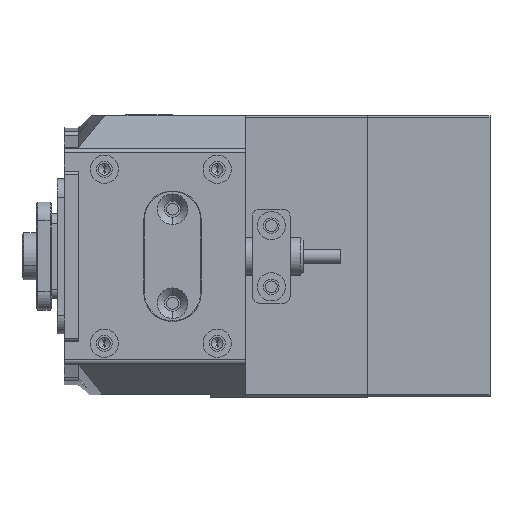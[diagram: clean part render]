
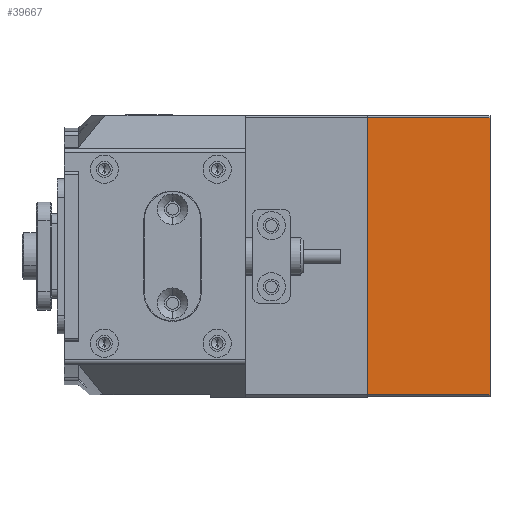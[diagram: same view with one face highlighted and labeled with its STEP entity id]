
A CAD part, left-side view. The second image highlights one B-rep face of the part: STEP entity #39667.
In plain terms, the highlighted planar face has unit normal (-1, 0, 0).
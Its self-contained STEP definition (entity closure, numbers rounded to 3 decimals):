
#84 = DIRECTION ( 'NONE',  ( 0., 0., -1. ) ) ;
#2841 = CARTESIAN_POINT ( 'NONE',  ( -51., 29.4, 0. ) ) ;
#4210 = AXIS2_PLACEMENT_3D ( 'NONE', #46747, #39147, #16886 ) ;
#5957 = VERTEX_POINT ( 'NONE', #13022 ) ;
#8371 = ORIENTED_EDGE ( 'NONE', *, *, #16651, .T. ) ;
#9011 = VERTEX_POINT ( 'NONE', #2841 ) ;
#10202 = EDGE_LOOP ( 'NONE', ( #30235, #8371, #26877, #45974 ) ) ;
#13022 = CARTESIAN_POINT ( 'NONE',  ( -51., -29.4, -26. ) ) ;
#13085 = CARTESIAN_POINT ( 'NONE',  ( -51., 29.9, 0. ) ) ;
#13959 = EDGE_CURVE ( 'NONE', #35245, #9011, #25058, .T. ) ;
#14946 = CARTESIAN_POINT ( 'NONE',  ( -51., -29.4, 0. ) ) ;
#15307 = VECTOR ( 'NONE', #15635, 1000. ) ;
#15635 = DIRECTION ( 'NONE',  ( 0., 1., 0. ) ) ;
#15910 = LINE ( 'NONE', #37861, #15307 ) ;
#16651 = EDGE_CURVE ( 'NONE', #9011, #21818, #18327, .T. ) ;
#16886 = DIRECTION ( 'NONE',  ( 0., 1., 0. ) ) ;
#17399 = DIRECTION ( 'NONE',  ( 0., 0., 1. ) ) ;
#18327 = LINE ( 'NONE', #44540, #31700 ) ;
#21818 = VERTEX_POINT ( 'NONE', #43749 ) ;
#23326 = VECTOR ( 'NONE', #46187, 1000. ) ;
#25058 = LINE ( 'NONE', #13085, #23326 ) ;
#26877 = ORIENTED_EDGE ( 'NONE', *, *, #34752, .F. ) ;
#30235 = ORIENTED_EDGE ( 'NONE', *, *, #13959, .T. ) ;
#31700 = VECTOR ( 'NONE', #84, 1000. ) ;
#34752 = EDGE_CURVE ( 'NONE', #5957, #21818, #15910, .T. ) ;
#35245 = VERTEX_POINT ( 'NONE', #14946 ) ;
#35779 = CARTESIAN_POINT ( 'NONE',  ( -51., -29.4, -26. ) ) ;
#35972 = LINE ( 'NONE', #35779, #39572 ) ;
#37861 = CARTESIAN_POINT ( 'NONE',  ( -51., 29.9, -26. ) ) ;
#39147 = DIRECTION ( 'NONE',  ( 1., 0., 0. ) ) ;
#39545 = FACE_OUTER_BOUND ( 'NONE', #10202, .T. ) ;
#39572 = VECTOR ( 'NONE', #17399, 1000. ) ;
#39667 = ADVANCED_FACE ( 'NONE', ( #39545 ), #46907, .F. ) ;
#40754 = EDGE_CURVE ( 'NONE', #5957, #35245, #35972, .T. ) ;
#43749 = CARTESIAN_POINT ( 'NONE',  ( -51., 29.4, -26. ) ) ;
#44540 = CARTESIAN_POINT ( 'NONE',  ( -51., 29.4, -26. ) ) ;
#45974 = ORIENTED_EDGE ( 'NONE', *, *, #40754, .T. ) ;
#46187 = DIRECTION ( 'NONE',  ( 0., 1., 0. ) ) ;
#46747 = CARTESIAN_POINT ( 'NONE',  ( -51., 29.9, -26. ) ) ;
#46907 = PLANE ( 'NONE',  #4210 ) ;
